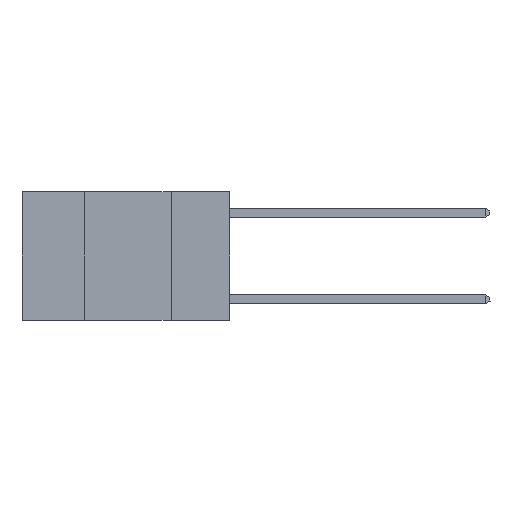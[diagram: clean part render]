
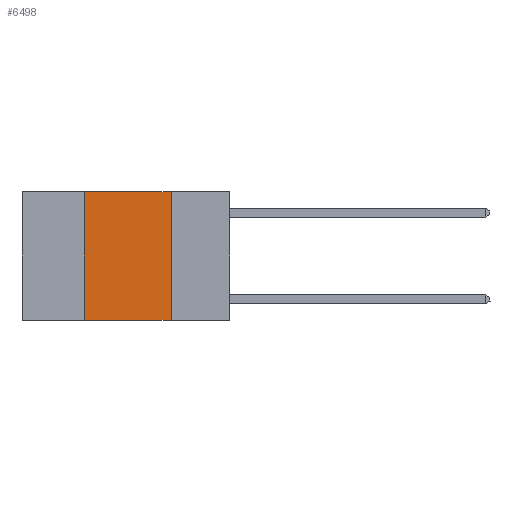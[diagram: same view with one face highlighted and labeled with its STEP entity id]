
A CAD part, left-side view. The second image highlights one B-rep face of the part: STEP entity #6498.
In plain terms, the highlighted planar face has unit normal (-1, 0, 0).
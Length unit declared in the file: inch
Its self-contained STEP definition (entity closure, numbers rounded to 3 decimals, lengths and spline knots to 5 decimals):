
#230 = DIRECTION ( 'NONE',  ( 0., -1., 0. ) ) ;
#992 = FACE_OUTER_BOUND ( 'NONE', #3719, .T. ) ;
#1054 = VECTOR ( 'NONE', #230, 39.37008 ) ;
#1199 = VERTEX_POINT ( 'NONE', #2945 ) ;
#1785 = DIRECTION ( 'NONE',  ( 0., 0., -1. ) ) ;
#1795 = LINE ( 'NONE', #5759, #13019 ) ;
#1816 = CARTESIAN_POINT ( 'NONE',  ( 0., 0.6, -0.37 ) ) ;
#2562 = EDGE_CURVE ( 'NONE', #4742, #1199, #3851, .T. ) ;
#2945 = CARTESIAN_POINT ( 'NONE',  ( 0., 0.17, -0.37 ) ) ;
#2948 = CARTESIAN_POINT ( 'NONE',  ( 0., 0.6, 0. ) ) ;
#3044 = CARTESIAN_POINT ( 'NONE',  ( 0., 0.6, 0. ) ) ;
#3091 = DIRECTION ( 'NONE',  ( 0., -1., 0. ) ) ;
#3719 = EDGE_LOOP ( 'NONE', ( #4485, #7207, #10520, #11159 ) ) ;
#3851 = LINE ( 'NONE', #1816, #1054 ) ;
#4090 = PLANE ( 'NONE',  #5619 ) ;
#4485 = ORIENTED_EDGE ( 'NONE', *, *, #12497, .F. ) ;
#4742 = VERTEX_POINT ( 'NONE', #10597 ) ;
#5107 = LINE ( 'NONE', #3044, #7388 ) ;
#5619 = AXIS2_PLACEMENT_3D ( 'NONE', #2948, #13491, #11486 ) ;
#5759 = CARTESIAN_POINT ( 'NONE',  ( 0., 0.42, 0. ) ) ;
#6284 = EDGE_CURVE ( 'NONE', #4742, #11643, #1795, .T. ) ;
#6498 = ADVANCED_FACE ( 'NONE', ( #992 ), #4090, .F. ) ;
#7207 = ORIENTED_EDGE ( 'NONE', *, *, #9415, .F. ) ;
#7388 = VECTOR ( 'NONE', #3091, 39.37008 ) ;
#7872 = VECTOR ( 'NONE', #1785, 39.37008 ) ;
#7874 = VERTEX_POINT ( 'NONE', #9019 ) ;
#8076 = CARTESIAN_POINT ( 'NONE',  ( 0., 0.42, 0. ) ) ;
#9019 = CARTESIAN_POINT ( 'NONE',  ( 0., 0.17, 0. ) ) ;
#9415 = EDGE_CURVE ( 'NONE', #11643, #7874, #5107, .T. ) ;
#10520 = ORIENTED_EDGE ( 'NONE', *, *, #6284, .F. ) ;
#10587 = LINE ( 'NONE', #13362, #7872 ) ;
#10597 = CARTESIAN_POINT ( 'NONE',  ( 0., 0.42, -0.37 ) ) ;
#11159 = ORIENTED_EDGE ( 'NONE', *, *, #2562, .T. ) ;
#11486 = DIRECTION ( 'NONE',  ( 0., 0., -1. ) ) ;
#11643 = VERTEX_POINT ( 'NONE', #8076 ) ;
#12497 = EDGE_CURVE ( 'NONE', #7874, #1199, #10587, .T. ) ;
#13012 = DIRECTION ( 'NONE',  ( 0., 0., 1. ) ) ;
#13019 = VECTOR ( 'NONE', #13012, 39.37008 ) ;
#13362 = CARTESIAN_POINT ( 'NONE',  ( 0., 0.17, 0. ) ) ;
#13491 = DIRECTION ( 'NONE',  ( 1., 0., 0. ) ) ;
